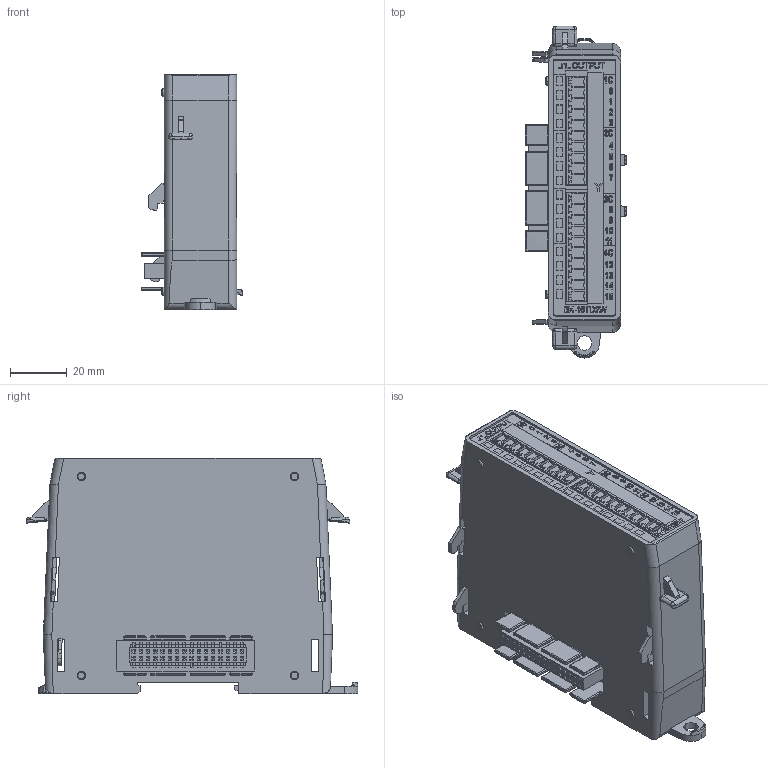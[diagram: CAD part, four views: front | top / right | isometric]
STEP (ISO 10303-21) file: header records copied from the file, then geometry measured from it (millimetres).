
FILE_DESCRIPTION (( 'STEP AP214' ), '1' );
FILE_NAME ('BX-16TD2W.STEP', '2025-04-22T22:57:23', ( '' ), ( '' ), 'SwSTEP 2.0', 'SolidWorks 2024', '' );
FILE_SCHEMA (( 'AUTOMOTIVE_DESIGN' ));
Length unit declared in the file: inch
Products named in the file (1): BX-16TD2W
Bounding box: 35.62 x 116.5 x 82.55 mm (x, y, z)
Volume: 190088.8 mm3; surface area: 47052.1 mm2
Topology: 89 solids, 98 shells, 5256 faces, 13975 edges, 8992 vertices
Faces by surface type: plane 3349, bspline 1110, cylinder 659, torus 75, cone 35, sphere 28
Entity records: 182937 total; most frequent: CARTESIAN_POINT 59467, ORIENTED_EDGE 27886, DIRECTION 20389, EDGE_CURVE 13943, LINE 10249, VECTOR 10249, VERTEX_POINT 8988, EDGE_LOOP 5771
